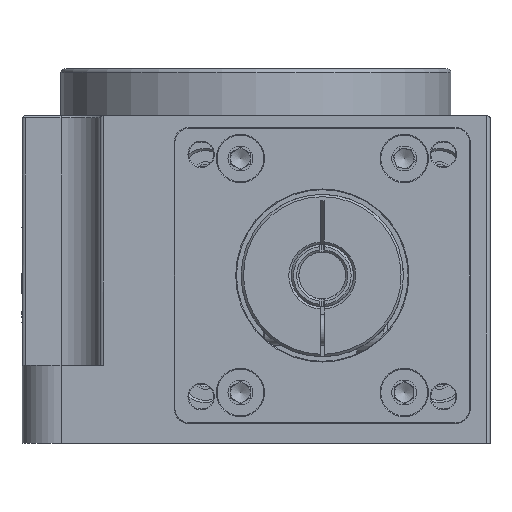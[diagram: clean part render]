
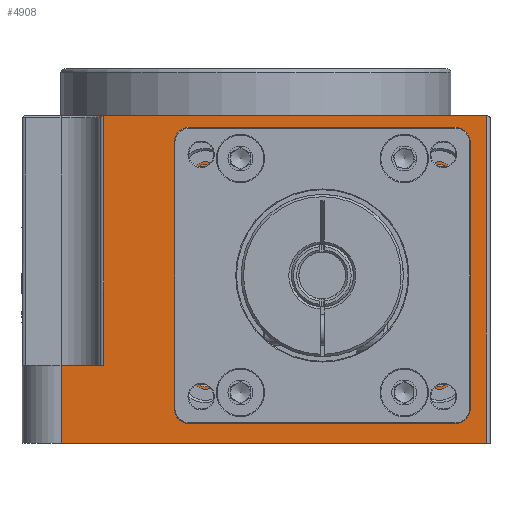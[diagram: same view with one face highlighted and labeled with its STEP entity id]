
A CAD part, front view. The second image highlights one B-rep face of the part: STEP entity #4908.
In plain terms, the highlighted planar face has unit normal (0, -1, 0).
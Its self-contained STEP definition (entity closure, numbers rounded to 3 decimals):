
#2180 = DIRECTION ( 'NONE',  ( 0., 0., -1. ) ) ;
#2198 = DIRECTION ( 'NONE',  ( 0., -1., 0. ) ) ;
#2209 = CARTESIAN_POINT ( 'NONE',  ( 23.5, -32., 8.5 ) ) ;
#2268 = AXIS2_PLACEMENT_3D ( 'NONE', #2209, #2198, #2180 ) ;
#2470 = ORIENTED_EDGE ( 'NONE', *, *, #18894, .T. ) ;
#2570 = ORIENTED_EDGE ( 'NONE', *, *, #10343, .F. ) ;
#2642 = ORIENTED_EDGE ( 'NONE', *, *, #24544, .T. ) ;
#2819 = ORIENTED_EDGE ( 'NONE', *, *, #13088, .F. ) ;
#2820 = ORIENTED_EDGE ( 'NONE', *, *, #25067, .T. ) ;
#2852 = ORIENTED_EDGE ( 'NONE', *, *, #5372, .T. ) ;
#2958 = ORIENTED_EDGE ( 'NONE', *, *, #19352, .F. ) ;
#2961 = ORIENTED_EDGE ( 'NONE', *, *, #6352, .F. ) ;
#3116 = ORIENTED_EDGE ( 'NONE', *, *, #24510, .F. ) ;
#3280 = ORIENTED_EDGE ( 'NONE', *, *, #7773, .F. ) ;
#3341 = CARTESIAN_POINT ( 'NONE',  ( -19.5, -32., 42. ) ) ;
#3389 = ORIENTED_EDGE ( 'NONE', *, *, #7046, .F. ) ;
#3675 = VECTOR ( 'NONE', #22355, 1000. ) ;
#4588 = AXIS2_PLACEMENT_3D ( 'NONE', #21449, #21406, #21379 ) ;
#4908 = ADVANCED_FACE ( 'NONE', ( #21571, #21545, #21539, #21514, #21504, #21484 ), #21479, .F. ) ;
#5245 = AXIS2_PLACEMENT_3D ( 'NONE', #15906, #15901, #15873 ) ;
#5372 = EDGE_CURVE ( 'NONE', #20133, #20236, #15020, .T. ) ;
#5944 = VECTOR ( 'NONE', #21717, 1000. ) ;
#6352 = EDGE_CURVE ( 'NONE', #17591, #17591, #14893, .T. ) ;
#6779 = VECTOR ( 'NONE', #20528, 1000. ) ;
#7046 = EDGE_CURVE ( 'NONE', #17149, #17149, #19403, .T. ) ;
#7268 = CIRCLE ( 'NONE', #23589, 1.25 ) ;
#7545 = CARTESIAN_POINT ( 'NONE',  ( 29.5, -32., 42. ) ) ;
#7773 = EDGE_CURVE ( 'NONE', #16773, #16773, #18028, .T. ) ;
#8689 = CARTESIAN_POINT ( 'NONE',  ( 23.5, -32., 33.25 ) ) ;
#8692 = VERTEX_POINT ( 'NONE', #8689 ) ;
#8982 = VECTOR ( 'NONE', #22321, 1000. ) ;
#9293 = CARTESIAN_POINT ( 'NONE',  ( 29.5, -32., 0. ) ) ;
#10205 = CARTESIAN_POINT ( 'NONE',  ( -25., -32., 0. ) ) ;
#10343 = EDGE_CURVE ( 'NONE', #12738, #15989, #20573, .T. ) ;
#11128 = VECTOR ( 'NONE', #27493, 1000. ) ;
#11131 = CARTESIAN_POINT ( 'NONE',  ( 8.5, -32., 39. ) ) ;
#11138 = VERTEX_POINT ( 'NONE', #11131 ) ;
#11709 = VERTEX_POINT ( 'NONE', #7545 ) ;
#12738 = VERTEX_POINT ( 'NONE', #25569 ) ;
#12784 = EDGE_LOOP ( 'NONE', ( #3280 ) ) ;
#13088 = EDGE_CURVE ( 'NONE', #15153, #11709, #22347, .T. ) ;
#13359 = EDGE_LOOP ( 'NONE', ( #3389 ) ) ;
#13703 = EDGE_LOOP ( 'NONE', ( #3116 ) ) ;
#14138 = EDGE_LOOP ( 'NONE', ( #2961 ) ) ;
#14419 = AXIS2_PLACEMENT_3D ( 'NONE', #17757, #17748, #17744 ) ;
#14491 = EDGE_LOOP ( 'NONE', ( #2958 ) ) ;
#14833 = EDGE_LOOP ( 'NONE', ( #2852, #2820, #2819, #2642, #2570, #2470 ) ) ;
#14893 = CIRCLE ( 'NONE', #2268, 1.25 ) ;
#14968 = DIRECTION ( 'NONE',  ( 1., 0., 0. ) ) ;
#14989 = CARTESIAN_POINT ( 'NONE',  ( -30., -32., 0. ) ) ;
#15020 = LINE ( 'NONE', #14989, #17344 ) ;
#15153 = VERTEX_POINT ( 'NONE', #3341 ) ;
#15873 = DIRECTION ( 'NONE',  ( 0., 0., -1. ) ) ;
#15901 = DIRECTION ( 'NONE',  ( 0., -1., 0. ) ) ;
#15906 = CARTESIAN_POINT ( 'NONE',  ( -6.5, -32., 8.5 ) ) ;
#15989 = VERTEX_POINT ( 'NONE', #23766 ) ;
#16764 = CARTESIAN_POINT ( 'NONE',  ( -6.5, -32., 7.25 ) ) ;
#16773 = VERTEX_POINT ( 'NONE', #16764 ) ;
#17147 = CARTESIAN_POINT ( 'NONE',  ( -6.5, -32., 33.25 ) ) ;
#17149 = VERTEX_POINT ( 'NONE', #17147 ) ;
#17344 = VECTOR ( 'NONE', #14968, 1000. ) ;
#17589 = CARTESIAN_POINT ( 'NONE',  ( 23.5, -32., 7.25 ) ) ;
#17591 = VERTEX_POINT ( 'NONE', #17589 ) ;
#17744 = DIRECTION ( 'NONE',  ( 0., 0., 1. ) ) ;
#17748 = DIRECTION ( 'NONE',  ( 0., -1., 0. ) ) ;
#17757 = CARTESIAN_POINT ( 'NONE',  ( 8.5, -32., 21.5 ) ) ;
#18028 = CIRCLE ( 'NONE', #5245, 1.25 ) ;
#18894 = EDGE_CURVE ( 'NONE', #12738, #20133, #22389, .T. ) ;
#19352 = EDGE_CURVE ( 'NONE', #11138, #11138, #26765, .T. ) ;
#19403 = CIRCLE ( 'NONE', #23033, 1.25 ) ;
#20133 = VERTEX_POINT ( 'NONE', #10205 ) ;
#20236 = VERTEX_POINT ( 'NONE', #9293 ) ;
#20528 = DIRECTION ( 'NONE',  ( 1., 0., 0. ) ) ;
#20544 = CARTESIAN_POINT ( 'NONE',  ( -30., -32., 10. ) ) ;
#20573 = LINE ( 'NONE', #20544, #6779 ) ;
#21379 = DIRECTION ( 'NONE',  ( 0., 0., 1. ) ) ;
#21406 = DIRECTION ( 'NONE',  ( 0., 1., 0. ) ) ;
#21449 = CARTESIAN_POINT ( 'NONE',  ( -30., -32., 42. ) ) ;
#21479 = PLANE ( 'NONE',  #4588 ) ;
#21484 = FACE_OUTER_BOUND ( 'NONE', #14833, .T. ) ;
#21504 = FACE_BOUND ( 'NONE', #14491, .T. ) ;
#21514 = FACE_BOUND ( 'NONE', #14138, .T. ) ;
#21539 = FACE_BOUND ( 'NONE', #13703, .T. ) ;
#21545 = FACE_BOUND ( 'NONE', #12784, .T. ) ;
#21571 = FACE_BOUND ( 'NONE', #13359, .T. ) ;
#21717 = DIRECTION ( 'NONE',  ( 0., 0., 1. ) ) ;
#21748 = CARTESIAN_POINT ( 'NONE',  ( 29.5, -32., 42. ) ) ;
#21754 = LINE ( 'NONE', #21748, #5944 ) ;
#22321 = DIRECTION ( 'NONE',  ( 1., 0., 0. ) ) ;
#22327 = CARTESIAN_POINT ( 'NONE',  ( -30., -32., 42. ) ) ;
#22347 = LINE ( 'NONE', #22327, #8982 ) ;
#22355 = DIRECTION ( 'NONE',  ( 0., 0., -1. ) ) ;
#22384 = CARTESIAN_POINT ( 'NONE',  ( -25., -32., 42. ) ) ;
#22389 = LINE ( 'NONE', #22384, #3675 ) ;
#22435 = DIRECTION ( 'NONE',  ( 0., 0., -1. ) ) ;
#22457 = DIRECTION ( 'NONE',  ( 0., -1., 0. ) ) ;
#22466 = CARTESIAN_POINT ( 'NONE',  ( -6.5, -32., 34.5 ) ) ;
#23033 = AXIS2_PLACEMENT_3D ( 'NONE', #22466, #22457, #22435 ) ;
#23589 = AXIS2_PLACEMENT_3D ( 'NONE', #27810, #27785, #27771 ) ;
#23766 = CARTESIAN_POINT ( 'NONE',  ( -19.5, -32., 10. ) ) ;
#24510 = EDGE_CURVE ( 'NONE', #8692, #8692, #7268, .T. ) ;
#24544 = EDGE_CURVE ( 'NONE', #15153, #15989, #27511, .T. ) ;
#25067 = EDGE_CURVE ( 'NONE', #20236, #11709, #21754, .T. ) ;
#25569 = CARTESIAN_POINT ( 'NONE',  ( -25., -32., 10. ) ) ;
#26765 = CIRCLE ( 'NONE', #14419, 17.5 ) ;
#27493 = DIRECTION ( 'NONE',  ( 0., 0., -1. ) ) ;
#27508 = CARTESIAN_POINT ( 'NONE',  ( -19.5, -32., 42. ) ) ;
#27511 = LINE ( 'NONE', #27508, #11128 ) ;
#27771 = DIRECTION ( 'NONE',  ( 0., 0., -1. ) ) ;
#27785 = DIRECTION ( 'NONE',  ( 0., -1., 0. ) ) ;
#27810 = CARTESIAN_POINT ( 'NONE',  ( 23.5, -32., 34.5 ) ) ;
